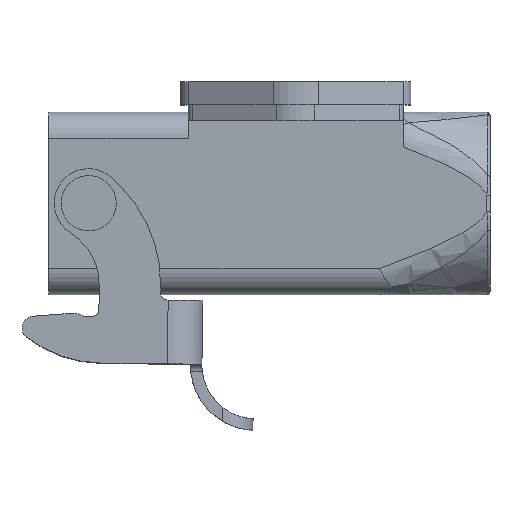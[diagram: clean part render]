
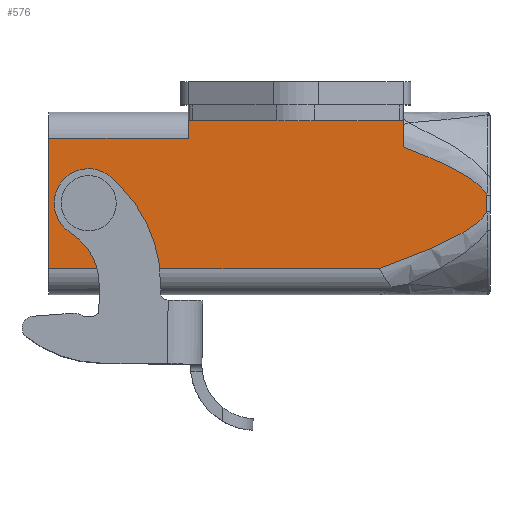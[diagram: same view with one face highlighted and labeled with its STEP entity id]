
A CAD part, top view. The second image highlights one B-rep face of the part: STEP entity #576.
In plain terms, the highlighted planar face has unit normal (0, 0, 1).
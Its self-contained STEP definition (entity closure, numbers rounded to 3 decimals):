
#150=FACE_BOUND('',#1007,.T.);
#151=FACE_BOUND('',#1008,.T.);
#227=CIRCLE('',#3573,2.2);
#474=B_SPLINE_CURVE_WITH_KNOTS('',3,(#5785,#5786,#5787,#5788,#5789,#5790),
 .UNSPECIFIED.,.F.,.F.,(4,2,4),(0.,0.5,1.),.UNSPECIFIED.);
#475=B_SPLINE_CURVE_WITH_KNOTS('',3,(#5875,#5876,#5877,#5878,#5879,#5880,
#5881,#5882,#5883,#5884,#5885,#5886,#5887,#5888,#5889,#5890,#5891,#5892,
#5893,#5894,#5895,#5896,#5897,#5898,#5899,#5900,#5901,#5902,#5903,#5904,
#5905),.UNSPECIFIED.,.F.,.F.,(4,2,2,2,2,2,2,2,1,2,2,2,2,2,2,4),(0.,0.063,
0.125,0.188,0.25,0.375,0.438,0.5,
0.563,0.594,0.625,0.688,
0.75,0.875,0.938,1.),.UNSPECIFIED.);
#576=ADVANCED_FACE('',(#150,#151),#755,.T.);
#755=PLANE('',#3574);
#1007=EDGE_LOOP('',(#1370));
#1008=EDGE_LOOP('',(#1371,#1372,#1373,#1374,#1375,#1376,#1377,#1378,#1379));
#1370=ORIENTED_EDGE('',*,*,#2667,.F.);
#1371=ORIENTED_EDGE('',*,*,#2668,.F.);
#1372=ORIENTED_EDGE('',*,*,#2666,.T.);
#1373=ORIENTED_EDGE('',*,*,#2597,.F.);
#1374=ORIENTED_EDGE('',*,*,#2669,.T.);
#1375=ORIENTED_EDGE('',*,*,#2670,.F.);
#1376=ORIENTED_EDGE('',*,*,#2671,.F.);
#1377=ORIENTED_EDGE('',*,*,#2672,.F.);
#1378=ORIENTED_EDGE('',*,*,#2673,.F.);
#1379=ORIENTED_EDGE('',*,*,#2674,.T.);
#2256=VERTEX_POINT('',#4891);
#2257=VERTEX_POINT('',#4893);
#2307=VERTEX_POINT('',#5776);
#2308=VERTEX_POINT('',#5862);
#2309=VERTEX_POINT('',#5864);
#2310=VERTEX_POINT('',#5866);
#2311=VERTEX_POINT('',#5868);
#2312=VERTEX_POINT('',#5870);
#2313=VERTEX_POINT('',#5872);
#2314=VERTEX_POINT('',#5874);
#2597=EDGE_CURVE('',#2256,#2257,#3076,.T.);
#2666=EDGE_CURVE('',#2307,#2257,#474,.T.);
#2667=EDGE_CURVE('',#2308,#2308,#227,.T.);
#2668=EDGE_CURVE('',#2307,#2309,#3099,.T.);
#2669=EDGE_CURVE('',#2256,#2310,#3100,.T.);
#2670=EDGE_CURVE('',#2311,#2310,#3101,.T.);
#2671=EDGE_CURVE('',#2312,#2311,#3102,.T.);
#2672=EDGE_CURVE('',#2313,#2312,#3103,.T.);
#2673=EDGE_CURVE('',#2314,#2313,#3104,.T.);
#2674=EDGE_CURVE('',#2314,#2309,#475,.T.);
#3076=LINE('',#4892,#3317);
#3099=LINE('',#5863,#3340);
#3100=LINE('',#5865,#3341);
#3101=LINE('',#5867,#3342);
#3102=LINE('',#5869,#3343);
#3103=LINE('',#5871,#3344);
#3104=LINE('',#5873,#3345);
#3317=VECTOR('',#3938,1.);
#3340=VECTOR('',#4025,1.);
#3341=VECTOR('',#4026,1.);
#3342=VECTOR('',#4027,1.);
#3343=VECTOR('',#4028,1.);
#3344=VECTOR('',#4029,1.);
#3345=VECTOR('',#4030,1.);
#3573=AXIS2_PLACEMENT_3D('',#5861,#4023,#4024);
#3574=AXIS2_PLACEMENT_3D('',#5906,#4031,#4032);
#3938=DIRECTION('',(0.,-1.,0.));
#4023=DIRECTION('',(0.,0.,1.));
#4024=DIRECTION('',(1.,0.,0.));
#4025=DIRECTION('',(0.,-1.,0.));
#4026=DIRECTION('',(-1.,0.,0.));
#4027=DIRECTION('',(0.,1.,0.));
#4028=DIRECTION('',(1.,0.,0.));
#4029=DIRECTION('',(0.,1.,0.));
#4030=DIRECTION('',(-1.,0.,0.));
#4031=DIRECTION('',(0.,0.,1.));
#4032=DIRECTION('',(1.,0.,0.));
#4891=CARTESIAN_POINT('',(-11.307,10.758,-65.1));
#4892=CARTESIAN_POINT('',(-11.307,18.357,-65.1));
#4893=CARTESIAN_POINT('',(-11.307,7.345,-65.1));
#5776=CARTESIAN_POINT('',(-0.4,1.065,-65.1));
#5785=CARTESIAN_POINT('',(-0.4,1.065,-65.1));
#5786=CARTESIAN_POINT('',(-0.798,1.838,-65.1));
#5787=CARTESIAN_POINT('',(-1.685,2.7,-65.1));
#5788=CARTESIAN_POINT('',(-5.088,4.758,-65.1));
#5789=CARTESIAN_POINT('',(-7.473,5.885,-65.1));
#5790=CARTESIAN_POINT('',(-11.307,7.345,-65.1));
#5861=CARTESIAN_POINT('',(-52.299,0.,-65.1));
#5862=CARTESIAN_POINT('',(-50.099,0.,-65.1));
#5863=CARTESIAN_POINT('',(-0.4,1.065,-65.1));
#5864=CARTESIAN_POINT('',(-0.4,-1.065,-65.1));
#5865=CARTESIAN_POINT('',(-11.307,10.758,-65.1));
#5866=CARTESIAN_POINT('',(-39.306,10.758,-65.1));
#5867=CARTESIAN_POINT('',(-39.306,8.5,-65.1));
#5868=CARTESIAN_POINT('',(-39.306,8.5,-65.1));
#5869=CARTESIAN_POINT('',(-57.499,8.5,-65.1));
#5870=CARTESIAN_POINT('',(-57.499,8.5,-65.1));
#5871=CARTESIAN_POINT('',(-57.499,-8.5,-65.1));
#5872=CARTESIAN_POINT('',(-57.499,-8.5,-65.1));
#5873=CARTESIAN_POINT('',(-57.499,-8.5,-65.1));
#5874=CARTESIAN_POINT('',(-14.434,-8.5,-65.1));
#5875=CARTESIAN_POINT('',(-14.434,-8.5,-65.1));
#5876=CARTESIAN_POINT('',(-14.094,-8.378,-65.1));
#5877=CARTESIAN_POINT('',(-13.767,-8.261,-65.1));
#5878=CARTESIAN_POINT('',(-13.139,-8.033,-65.1));
#5879=CARTESIAN_POINT('',(-12.88,-7.938,-65.1));
#5880=CARTESIAN_POINT('',(-12.22,-7.693,-65.1));
#5881=CARTESIAN_POINT('',(-11.899,-7.573,-65.1));
#5882=CARTESIAN_POINT('',(-11.274,-7.336,-65.1));
#5883=CARTESIAN_POINT('',(-11.001,-7.232,-65.1));
#5884=CARTESIAN_POINT('',(-10.025,-6.851,-65.1));
#5885=CARTESIAN_POINT('',(-9.449,-6.62,-65.1));
#5886=CARTESIAN_POINT('',(-8.498,-6.224,-65.1));
#5887=CARTESIAN_POINT('',(-8.186,-6.092,-65.1));
#5888=CARTESIAN_POINT('',(-7.571,-5.826,-65.1));
#5889=CARTESIAN_POINT('',(-7.31,-5.712,-65.1));
#5890=CARTESIAN_POINT('',(-6.632,-5.407,-65.1));
#5891=CARTESIAN_POINT('',(-6.15,-5.184,-65.1));
#5892=CARTESIAN_POINT('',(-5.708,-4.972,-65.1));
#5893=CARTESIAN_POINT('',(-5.422,-4.832,-65.1));
#5894=CARTESIAN_POINT('',(-5.31,-4.777,-65.1));
#5895=CARTESIAN_POINT('',(-4.829,-4.534,-65.1));
#5896=CARTESIAN_POINT('',(-4.521,-4.372,-65.1));
#5897=CARTESIAN_POINT('',(-3.931,-4.048,-65.1));
#5898=CARTESIAN_POINT('',(-3.694,-3.913,-65.1));
#5899=CARTESIAN_POINT('',(-2.753,-3.346,-65.1));
#5900=CARTESIAN_POINT('',(-2.28,-3.032,-65.1));
#5901=CARTESIAN_POINT('',(-1.446,-2.347,-65.1));
#5902=CARTESIAN_POINT('',(-1.224,-2.147,-65.1));
#5903=CARTESIAN_POINT('',(-0.75,-1.627,-65.1));
#5904=CARTESIAN_POINT('',(-0.552,-1.357,-65.1));
#5905=CARTESIAN_POINT('',(-0.4,-1.065,-65.1));
#5906=CARTESIAN_POINT('',(-63.442,-14.62,-65.1));
